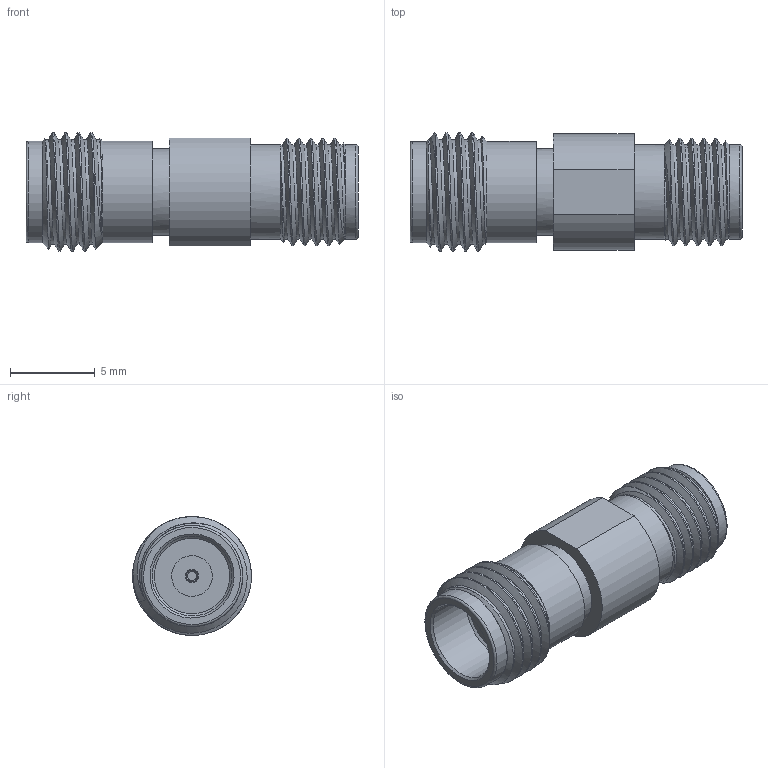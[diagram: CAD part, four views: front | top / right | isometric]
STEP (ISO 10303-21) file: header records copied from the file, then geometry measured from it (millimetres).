
FILE_DESCRIPTION (( 'STEP AP203' ), '1' );
FILE_NAME ('PE9652_3D.step', '2021-04-02T23:03:34', ( '' ), ( '' ), 'SwSTEP 2.0', 'SolidWorks 2020', '' );
FILE_SCHEMA (( 'CONFIG_CONTROL_DESIGN' ));
Length unit declared in the file: inch
Products named in the file (1): PE9652_3D
Bounding box: 19.56 x 7 x 7 mm (x, y, z)
Volume: 457.8 mm3; surface area: 704.9 mm2
Topology: 1 solids, 1 shells, 78 faces, 187 edges, 122 vertices
Faces by surface type: plane 39, cylinder 17, cone 14, bspline 6, torus 2
Full cylindrical faces by diameter (mm): 0.533 x1, 0.787 x1, 0.94 x1, 1.194 x1, 2.4 x1, 3.5 x1, 4.572 x1, 4.699 x1, 5.091 x1, 5.582 x2, 5.963 x2
Entity records: 5340 total; most frequent: CARTESIAN_POINT 3641, DIRECTION 330, ORIENTED_EDGE 312, EDGE_CURVE 156, AXIS2_PLACEMENT_3D 137, VERTEX_POINT 112, EDGE_LOOP 108, FACE_OUTER_BOUND 92
